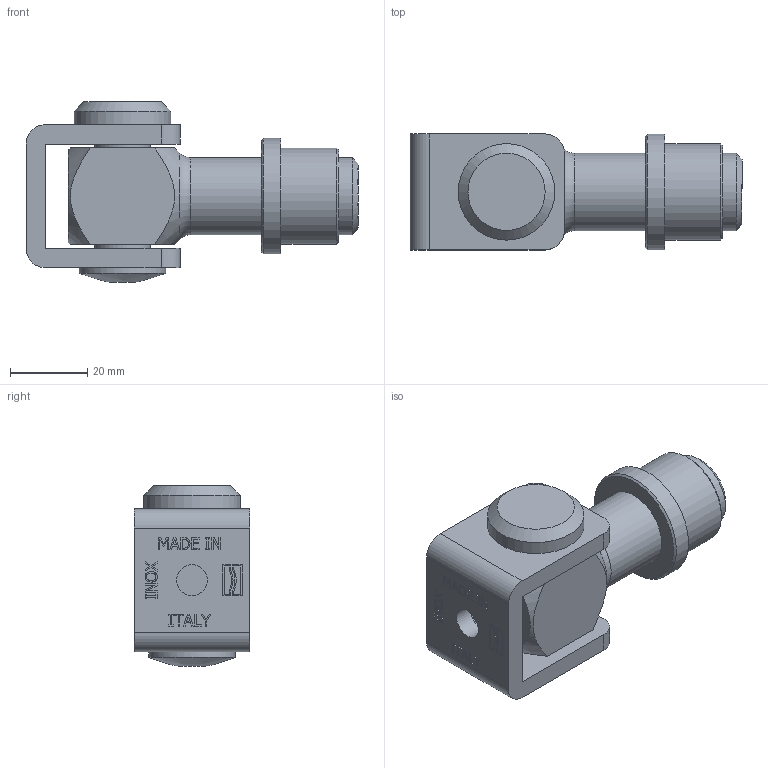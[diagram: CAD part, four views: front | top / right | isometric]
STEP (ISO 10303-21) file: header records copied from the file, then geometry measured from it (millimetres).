
FILE_DESCRIPTION(/* description */ ('CARDINE A SALDARE - ACCIAO INOX M20 '),/* implementation_level */ '2;1');
FILE_NAME(/* name */ '10806605.stp',/* time_stamp */ '2023-11-30T14:40:16+01:00',/* author */ ('gcocco'),/* organization */ (''),/* preprocessor_version */ 'ST-DEVELOPER v19.2',/* originating_system */ 'Autodesk Inventor 2023',/* authorisation */ '');
FILE_SCHEMA (('AUTOMOTIVE_DESIGN { 1 0 10303 214 3 1 1 }'));
Length unit declared in the file: millimetre
Products named in the file (6): 10806605; 21501004; 22501301; 27503107; 23100506; 21400620
Assembly tree (5 placements, depth 2):
  10806605
    21501004
    22501301
    27503107
    23100506
    21400620
Bounding box: 86 x 30 x 46.82 mm (x, y, z)
Volume: 57175.3 mm3; surface area: 23238.9 mm2
Topology: 5 solids, 5 shells, 467 faces, 1279 edges, 851 vertices
Faces by surface type: plane 404, cylinder 26, bspline 22, cone 12, torus 2, sphere 1
Full cylindrical faces by diameter (mm): 6.647 x1, 8 x2, 9 x1, 14.5 x1, 14.7 x1, 15 x1, 17.294 x1, 20 x1, 22.5 x1, 25 x2, 30 x1
Entity records: 15059 total; most frequent: CARTESIAN_POINT 2919, ORIENTED_EDGE 2556, DIRECTION 2308, EDGE_CURVE 1278, LINE 1052, VECTOR 1052, VERTEX_POINT 851, AXIS2_PLACEMENT_3D 628
